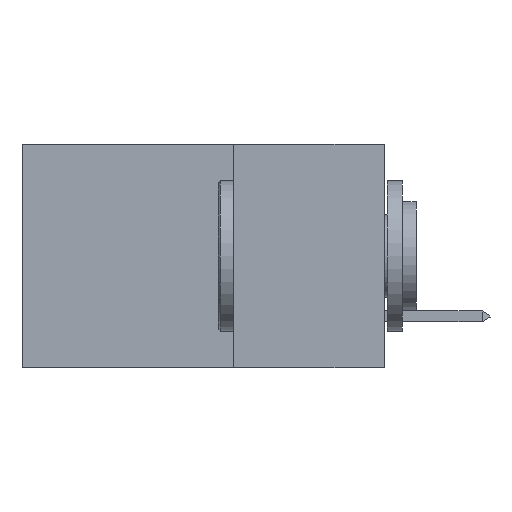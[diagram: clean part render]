
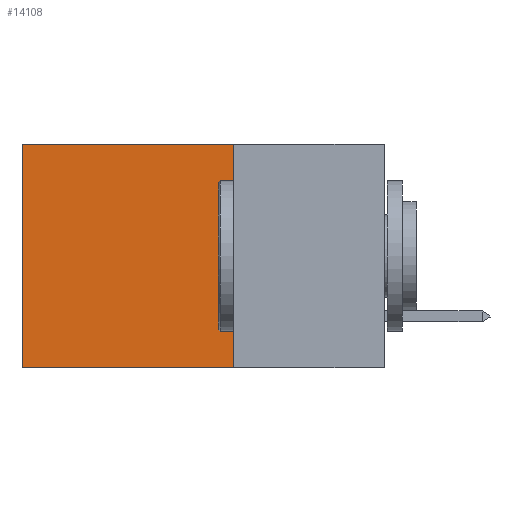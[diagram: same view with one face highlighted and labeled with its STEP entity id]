
A CAD part, left-side view. The second image highlights one B-rep face of the part: STEP entity #14108.
In plain terms, the highlighted planar face has unit normal (-1, 0, 0).
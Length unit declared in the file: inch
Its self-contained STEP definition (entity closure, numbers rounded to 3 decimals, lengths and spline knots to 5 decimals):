
#582 = DIRECTION ( 'NONE',  ( 0., 1., 0. ) ) ;
#798 = CARTESIAN_POINT ( 'NONE',  ( 0.2875, 0.6, 0. ) ) ;
#1585 = ORIENTED_EDGE ( 'NONE', *, *, #6024, .F. ) ;
#1640 = CARTESIAN_POINT ( 'NONE',  ( 0.2875, 0.25, 0. ) ) ;
#1704 = CARTESIAN_POINT ( 'NONE',  ( 0.2875, 0.6, -0.37 ) ) ;
#2694 = DIRECTION ( 'NONE',  ( 0., 0., -1. ) ) ;
#5325 = VECTOR ( 'NONE', #14193, 39.37008 ) ;
#6024 = EDGE_CURVE ( 'NONE', #19548, #7606, #17712, .T. ) ;
#6434 = VECTOR ( 'NONE', #16660, 39.37008 ) ;
#6941 = ORIENTED_EDGE ( 'NONE', *, *, #15097, .T. ) ;
#7606 = VERTEX_POINT ( 'NONE', #1704 ) ;
#7615 = FACE_OUTER_BOUND ( 'NONE', #10545, .T. ) ;
#7700 = PLANE ( 'NONE',  #15644 ) ;
#8384 = ORIENTED_EDGE ( 'NONE', *, *, #14861, .F. ) ;
#8971 = CARTESIAN_POINT ( 'NONE',  ( 0.2875, 0.6, 0. ) ) ;
#9278 = DIRECTION ( 'NONE',  ( 0., 0., -1. ) ) ;
#9791 = VERTEX_POINT ( 'NONE', #798 ) ;
#9885 = EDGE_CURVE ( 'NONE', #9791, #7606, #14741, .T. ) ;
#10111 = CARTESIAN_POINT ( 'NONE',  ( 0.2875, 0.25, 0. ) ) ;
#10545 = EDGE_LOOP ( 'NONE', ( #14746, #1585, #8384, #6941 ) ) ;
#10978 = CARTESIAN_POINT ( 'NONE',  ( 0.2875, 0.25, 0. ) ) ;
#11490 = CARTESIAN_POINT ( 'NONE',  ( 0.2875, 0.25, -0.37 ) ) ;
#12316 = CARTESIAN_POINT ( 'NONE',  ( 0.2875, 0.25, 0. ) ) ;
#12488 = VERTEX_POINT ( 'NONE', #10978 ) ;
#14074 = LINE ( 'NONE', #1640, #5325 ) ;
#14108 = ADVANCED_FACE ( 'NONE', ( #7615 ), #7700, .F. ) ;
#14193 = DIRECTION ( 'NONE',  ( 0., 0., -1. ) ) ;
#14741 = LINE ( 'NONE', #8971, #17315 ) ;
#14746 = ORIENTED_EDGE ( 'NONE', *, *, #9885, .T. ) ;
#14861 = EDGE_CURVE ( 'NONE', #12488, #19548, #14074, .T. ) ;
#14864 = LINE ( 'NONE', #10111, #18366 ) ;
#15097 = EDGE_CURVE ( 'NONE', #12488, #9791, #14864, .T. ) ;
#15644 = AXIS2_PLACEMENT_3D ( 'NONE', #12316, #18351, #9278 ) ;
#16640 = CARTESIAN_POINT ( 'NONE',  ( 0.2875, 0.25, -0.37 ) ) ;
#16660 = DIRECTION ( 'NONE',  ( 0., 1., 0. ) ) ;
#17315 = VECTOR ( 'NONE', #2694, 39.37008 ) ;
#17712 = LINE ( 'NONE', #16640, #6434 ) ;
#18351 = DIRECTION ( 'NONE',  ( 1., 0., 0. ) ) ;
#18366 = VECTOR ( 'NONE', #582, 39.37008 ) ;
#19548 = VERTEX_POINT ( 'NONE', #11490 ) ;
